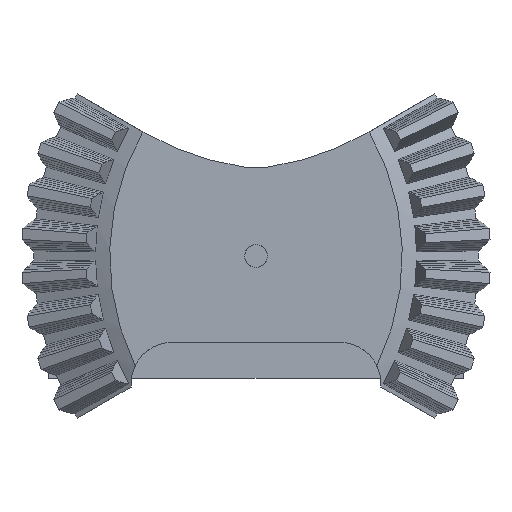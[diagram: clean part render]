
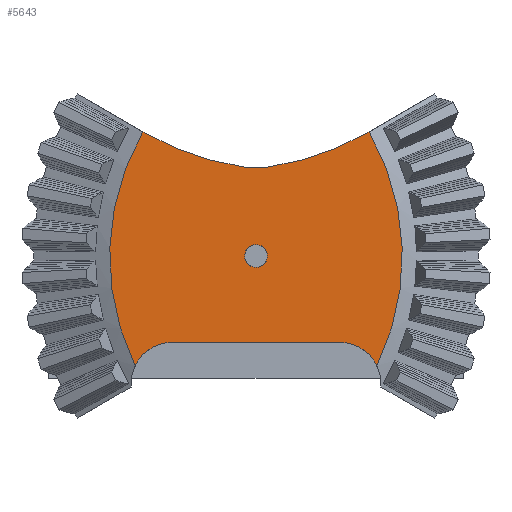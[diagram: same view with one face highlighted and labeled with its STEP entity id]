
A CAD part, left-side view. The second image highlights one B-rep face of the part: STEP entity #5643.
In plain terms, the highlighted planar face has unit normal (-1, 0, 0).
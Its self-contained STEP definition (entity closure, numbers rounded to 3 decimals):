
#23=FACE_BOUND('',#666,.T.);
#72=CIRCLE('',#5691,40.);
#84=CIRCLE('',#5722,6.);
#85=CIRCLE('',#5724,36.01);
#86=CIRCLE('',#5848,6.);
#97=CIRCLE('',#5860,36.01);
#99=CIRCLE('',#6001,40.);
#101=CIRCLE('',#6005,1.65);
#382=FACE_OUTER_BOUND('',#665,.T.);
#665=EDGE_LOOP('',(#4966,#4967,#4968,#4969,#4970,#4971,#4972,#4973,#4974,
#4975));
#666=EDGE_LOOP('',(#4976));
#745=LINE('',#7685,#1459);
#1059=LINE('',#8385,#1773);
#1366=LINE('',#9036,#2080);
#1368=LINE('',#9039,#2082);
#1459=VECTOR('',#6174,1000.);
#1773=VECTOR('',#6760,1000.);
#2080=VECTOR('',#7351,1000.);
#2082=VECTOR('',#7355,1000.);
#2153=VERTEX_POINT('',#7509);
#2155=VERTEX_POINT('',#7513);
#2203=VERTEX_POINT('',#7614);
#2204=VERTEX_POINT('',#7616);
#2205=VERTEX_POINT('',#7625);
#2402=VERTEX_POINT('',#8281);
#2403=VERTEX_POINT('',#8288);
#2438=VERTEX_POINT('',#8376);
#2441=VERTEX_POINT('',#8383);
#2642=VERTEX_POINT('',#9030);
#2644=VERTEX_POINT('',#9040);
#2691=EDGE_CURVE('',#2155,#2153,#72,.T.);
#2741=EDGE_CURVE('',#2203,#2204,#84,.T.);
#2743=EDGE_CURVE('',#2204,#2205,#85,.F.);
#2769=EDGE_CURVE('',#2155,#2205,#745,.T.);
#3064=EDGE_CURVE('',#2402,#2403,#86,.T.);
#3101=EDGE_CURVE('',#2438,#2402,#97,.F.);
#3104=EDGE_CURVE('',#2441,#2438,#1059,.T.);
#3428=EDGE_CURVE('',#2642,#2441,#99,.T.);
#3430=EDGE_CURVE('',#2153,#2642,#1366,.T.);
#3432=EDGE_CURVE('',#2203,#2403,#1368,.T.);
#3433=EDGE_CURVE('',#2644,#2644,#101,.F.);
#4966=ORIENTED_EDGE('',*,*,#3430,.F.);
#4967=ORIENTED_EDGE('',*,*,#2691,.F.);
#4968=ORIENTED_EDGE('',*,*,#2769,.T.);
#4969=ORIENTED_EDGE('',*,*,#2743,.F.);
#4970=ORIENTED_EDGE('',*,*,#2741,.F.);
#4971=ORIENTED_EDGE('',*,*,#3432,.T.);
#4972=ORIENTED_EDGE('',*,*,#3064,.F.);
#4973=ORIENTED_EDGE('',*,*,#3101,.F.);
#4974=ORIENTED_EDGE('',*,*,#3104,.F.);
#4975=ORIENTED_EDGE('',*,*,#3428,.F.);
#4976=ORIENTED_EDGE('',*,*,#3433,.T.);
#5367=PLANE('',#6004);
#5643=ADVANCED_FACE('',(#382,#23),#5367,.T.);
#5691=AXIS2_PLACEMENT_3D('',#7515,#6065,#6066);
#5722=AXIS2_PLACEMENT_3D('',#7617,#6149,#6150);
#5724=AXIS2_PLACEMENT_3D('',#7626,#6153,#6154);
#5848=AXIS2_PLACEMENT_3D('',#8289,#6712,#6713);
#5860=AXIS2_PLACEMENT_3D('',#8378,#6754,#6755);
#6001=AXIS2_PLACEMENT_3D('',#9033,#7345,#7346);
#6004=AXIS2_PLACEMENT_3D('',#9038,#7353,#7354);
#6005=AXIS2_PLACEMENT_3D('',#9041,#7356,#7357);
#6065=DIRECTION('center_axis',(-1.,0.,0.));
#6066=DIRECTION('ref_axis',(0.,0.,1.));
#6149=DIRECTION('center_axis',(-1.,0.,0.));
#6150=DIRECTION('ref_axis',(0.,0.,1.));
#6153=DIRECTION('center_axis',(-1.,0.,0.));
#6154=DIRECTION('ref_axis',(0.,0.,1.));
#6174=DIRECTION('',(0.,0.866,0.5));
#6712=DIRECTION('center_axis',(-1.,0.,0.));
#6713=DIRECTION('ref_axis',(0.,0.,1.));
#6754=DIRECTION('center_axis',(-1.,0.,0.));
#6755=DIRECTION('ref_axis',(0.,0.,1.));
#6760=DIRECTION('',(0.,-0.866,0.5));
#7345=DIRECTION('center_axis',(-1.,0.,0.));
#7346=DIRECTION('ref_axis',(0.,0.,1.));
#7351=DIRECTION('',(0.,-1.,0.));
#7353=DIRECTION('center_axis',(-1.,0.,0.));
#7354=DIRECTION('ref_axis',(0.,0.998,-0.065));
#7355=DIRECTION('',(0.,-1.,0.));
#7356=DIRECTION('center_axis',(-1.,0.,0.));
#7357=DIRECTION('ref_axis',(0.,0.,1.));
#7509=CARTESIAN_POINT('',(242.845,66.5,132.889));
#7513=CARTESIAN_POINT('',(242.845,80.933,137.859));
#7515=CARTESIAN_POINT('Origin',(242.845,60.933,172.5));
#7614=CARTESIAN_POINT('',(242.845,76.909,107.5));
#7616=CARTESIAN_POINT('',(242.845,82.313,104.107));
#7617=CARTESIAN_POINT('Origin',(242.845,76.909,101.5));
#7625=CARTESIAN_POINT('',(242.845,81.185,138.005));
#7626=CARTESIAN_POINT('Origin',(242.845,50.,120.));
#7685=CARTESIAN_POINT('',(242.845,63.613,127.859));
#8281=CARTESIAN_POINT('',(242.845,47.287,104.107));
#8288=CARTESIAN_POINT('',(242.845,52.691,107.5));
#8289=CARTESIAN_POINT('Origin',(242.845,52.691,101.5));
#8376=CARTESIAN_POINT('',(242.845,48.415,138.005));
#8378=CARTESIAN_POINT('Origin',(242.845,79.6,120.));
#8383=CARTESIAN_POINT('',(242.845,48.667,137.859));
#8385=CARTESIAN_POINT('',(242.845,94.283,111.523));
#9030=CARTESIAN_POINT('',(242.845,63.1,132.889));
#9033=CARTESIAN_POINT('Origin',(242.845,68.667,172.5));
#9036=CARTESIAN_POINT('',(242.845,83.664,132.889));
#9038=CARTESIAN_POINT('Origin',(242.845,83.664,118.764));
#9039=CARTESIAN_POINT('',(242.845,83.664,107.5));
#9040=CARTESIAN_POINT('',(242.845,66.446,119.892));
#9041=CARTESIAN_POINT('Origin',(242.845,64.8,120.));
